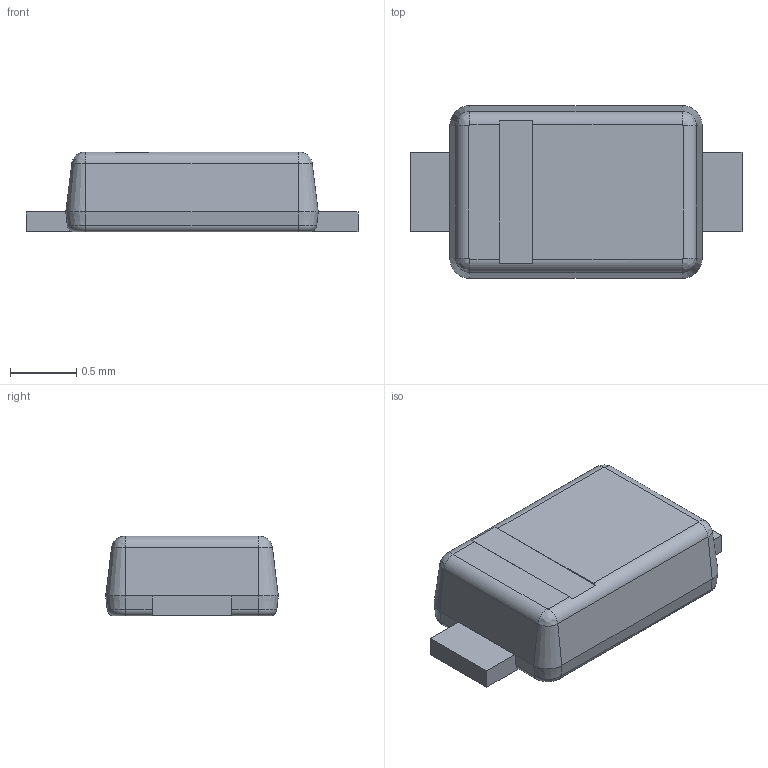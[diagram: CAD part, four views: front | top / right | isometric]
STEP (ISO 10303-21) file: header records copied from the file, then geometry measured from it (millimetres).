
FILE_DESCRIPTION(/* description */ (''),/* implementation_level */ '2;1');
FILE_NAME(/* name */ 'DO-219_AC.step',/* time_stamp */ '2020-12-07T12:29:18+02:00',/* author */ (''),/* organization */ (''),/* preprocessor_version */ 'ST-DEVELOPER v18.1',/* originating_system */ 'Autodesk Translation Framework v9.3.0.1241',/* authorisation */ '');
FILE_SCHEMA (('AUTOMOTIVE_DESIGN { 1 0 10303 214 3 1 1 }'));
Length unit declared in the file: millimetre
Products named in the file (1): (Unsaved)
Bounding box: 2.5 x 1.3 x 0.6 mm (x, y, z)
Volume: 1.4 mm3; surface area: 8.8 mm2
Topology: 1 solids, 1 shells, 50 faces, 120 edges, 72 vertices
Faces by surface type: plane 24, cylinder 10, cone 8, torus 4, bspline 4
Entity records: 1512 total; most frequent: CARTESIAN_POINT 275, DIRECTION 258, ORIENTED_EDGE 240, EDGE_CURVE 120, AXIS2_PLACEMENT_3D 91, LINE 76, VECTOR 76, VERTEX_POINT 72
